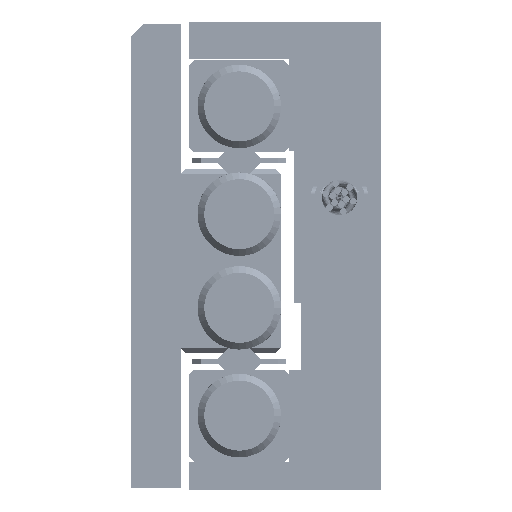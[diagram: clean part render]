
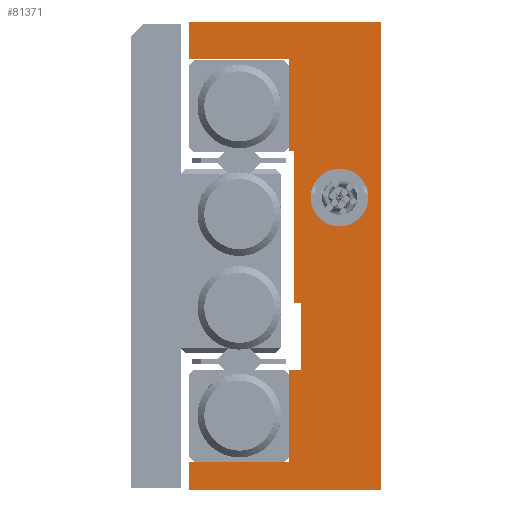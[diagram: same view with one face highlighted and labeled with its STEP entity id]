
A CAD part, left-side view. The second image highlights one B-rep face of the part: STEP entity #81371.
In plain terms, the highlighted planar face has unit normal (-1, 0, 0).
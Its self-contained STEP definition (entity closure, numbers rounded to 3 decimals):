
#126 = VERTEX_POINT ( 'NONE', #18184 ) ;
#1611 = ORIENTED_EDGE ( 'NONE', *, *, #83254, .F. ) ;
#3200 = VERTEX_POINT ( 'NONE', #7124 ) ;
#5168 = CARTESIAN_POINT ( 'NONE',  ( -75., 4.8, -6.8 ) ) ;
#5785 = CARTESIAN_POINT ( 'NONE',  ( -75., 5.5, -6.8 ) ) ;
#6138 = CARTESIAN_POINT ( 'NONE',  ( -75., 11.5, -14. ) ) ;
#6806 = VERTEX_POINT ( 'NONE', #65167 ) ;
#6941 = VECTOR ( 'NONE', #21450, 1000. ) ;
#7124 = CARTESIAN_POINT ( 'NONE',  ( -75., 4.8, -6.8 ) ) ;
#7280 = CIRCLE ( 'NONE', #40705, 1.727 ) ;
#7320 = ORIENTED_EDGE ( 'NONE', *, *, #10876, .F. ) ;
#7325 = ORIENTED_EDGE ( 'NONE', *, *, #32376, .F. ) ;
#8315 = LINE ( 'NONE', #60657, #77911 ) ;
#10153 = EDGE_LOOP ( 'NONE', ( #14560, #7325 ) ) ;
#10876 = EDGE_CURVE ( 'NONE', #85442, #37915, #15772, .T. ) ;
#12019 = CARTESIAN_POINT ( 'NONE',  ( -75., 11.5, 11.8 ) ) ;
#12037 = ORIENTED_EDGE ( 'NONE', *, *, #63463, .T. ) ;
#12177 = CARTESIAN_POINT ( 'NONE',  ( -75., 0., 14. ) ) ;
#12652 = EDGE_CURVE ( 'NONE', #66157, #34205, #54257, .T. ) ;
#12705 = LINE ( 'NONE', #33143, #61068 ) ;
#14075 = DIRECTION ( 'NONE',  ( 0., -1., 0. ) ) ;
#14492 = VERTEX_POINT ( 'NONE', #63309 ) ;
#14560 = ORIENTED_EDGE ( 'NONE', *, *, #63525, .F. ) ;
#15020 = DIRECTION ( 'NONE',  ( 0., -1., 0. ) ) ;
#15105 = EDGE_CURVE ( 'NONE', #21054, #45527, #50230, .T. ) ;
#15206 = CARTESIAN_POINT ( 'NONE',  ( -75., 2.5, 1.773 ) ) ;
#15385 = ORIENTED_EDGE ( 'NONE', *, *, #12652, .F. ) ;
#15772 = LINE ( 'NONE', #48856, #6941 ) ;
#16189 = DIRECTION ( 'NONE',  ( -1., 0., 0. ) ) ;
#18184 = CARTESIAN_POINT ( 'NONE',  ( -75., 4.8, -2.8 ) ) ;
#18297 = CARTESIAN_POINT ( 'NONE',  ( -75., 5.2, 6.3 ) ) ;
#19660 = CARTESIAN_POINT ( 'NONE',  ( -75., 2.5, 3.5 ) ) ;
#20171 = CARTESIAN_POINT ( 'NONE',  ( -75., 5.5, -14. ) ) ;
#20519 = AXIS2_PLACEMENT_3D ( 'NONE', #20171, #21044, #80708 ) ;
#20752 = AXIS2_PLACEMENT_3D ( 'NONE', #49266, #16189, #50146 ) ;
#21044 = DIRECTION ( 'NONE',  ( 1., 0., 0. ) ) ;
#21054 = VERTEX_POINT ( 'NONE', #49197 ) ;
#21450 = DIRECTION ( 'NONE',  ( 0., 0., 1. ) ) ;
#22533 = VECTOR ( 'NONE', #34484, 1000. ) ;
#22603 = EDGE_CURVE ( 'NONE', #37915, #44706, #58977, .T. ) ;
#23910 = CARTESIAN_POINT ( 'NONE',  ( -75., 2.5, 5.227 ) ) ;
#24059 = CARTESIAN_POINT ( 'NONE',  ( -75., 5.5, -14. ) ) ;
#24386 = DIRECTION ( 'NONE',  ( 0., 1., 0. ) ) ;
#25010 = EDGE_CURVE ( 'NONE', #82358, #84128, #70540, .T. ) ;
#25234 = CARTESIAN_POINT ( 'NONE',  ( -75., 5.5, -12.3 ) ) ;
#25238 = VECTOR ( 'NONE', #69890, 1000. ) ;
#26711 = PLANE ( 'NONE',  #20519 ) ;
#27042 = LINE ( 'NONE', #6138, #35109 ) ;
#28166 = ORIENTED_EDGE ( 'NONE', *, *, #45528, .T. ) ;
#28664 = ORIENTED_EDGE ( 'NONE', *, *, #25010, .T. ) ;
#30435 = CARTESIAN_POINT ( 'NONE',  ( -75., 5.5, 6.3 ) ) ;
#31015 = LINE ( 'NONE', #24059, #69919 ) ;
#32209 = ORIENTED_EDGE ( 'NONE', *, *, #56640, .T. ) ;
#32376 = EDGE_CURVE ( 'NONE', #48581, #41467, #66669, .T. ) ;
#33143 = CARTESIAN_POINT ( 'NONE',  ( -75., 0., -14. ) ) ;
#33941 = EDGE_CURVE ( 'NONE', #54075, #6806, #68621, .T. ) ;
#34205 = VERTEX_POINT ( 'NONE', #51543 ) ;
#34484 = DIRECTION ( 'NONE',  ( 0., 0., -1. ) ) ;
#35109 = VECTOR ( 'NONE', #59346, 1000. ) ;
#36761 = CARTESIAN_POINT ( 'NONE',  ( -75., 5.5, -14. ) ) ;
#37915 = VERTEX_POINT ( 'NONE', #18297 ) ;
#38133 = ORIENTED_EDGE ( 'NONE', *, *, #33941, .T. ) ;
#38466 = DIRECTION ( 'NONE',  ( 0., 1., 0. ) ) ;
#39164 = LINE ( 'NONE', #5168, #73080 ) ;
#39698 = DIRECTION ( 'NONE',  ( 0., 0., 1. ) ) ;
#40705 = AXIS2_PLACEMENT_3D ( 'NONE', #19660, #72814, #39698 ) ;
#41467 = VERTEX_POINT ( 'NONE', #23910 ) ;
#43710 = CARTESIAN_POINT ( 'NONE',  ( -75., 5.5, 14. ) ) ;
#44706 = VERTEX_POINT ( 'NONE', #30435 ) ;
#45527 = VERTEX_POINT ( 'NONE', #12177 ) ;
#45528 = EDGE_CURVE ( 'NONE', #66157, #14492, #84913, .T. ) ;
#46245 = ORIENTED_EDGE ( 'NONE', *, *, #22603, .F. ) ;
#46492 = VECTOR ( 'NONE', #38466, 1000. ) ;
#46927 = CARTESIAN_POINT ( 'NONE',  ( -75., 5.5, -12.3 ) ) ;
#47174 = FACE_OUTER_BOUND ( 'NONE', #47847, .T. ) ;
#47357 = EDGE_CURVE ( 'NONE', #126, #85442, #8315, .T. ) ;
#47847 = EDGE_LOOP ( 'NONE', ( #49043, #1611, #15385, #28166, #12037, #38133, #32209, #82012, #66295, #28664, #72461, #46245, #7320, #47979 ) ) ;
#47979 = ORIENTED_EDGE ( 'NONE', *, *, #47357, .F. ) ;
#48581 = VERTEX_POINT ( 'NONE', #15206 ) ;
#48856 = CARTESIAN_POINT ( 'NONE',  ( -75., 5.2, 6.3 ) ) ;
#49043 = ORIENTED_EDGE ( 'NONE', *, *, #72154, .F. ) ;
#49197 = CARTESIAN_POINT ( 'NONE',  ( -75., 11.5, 14. ) ) ;
#49266 = CARTESIAN_POINT ( 'NONE',  ( -75., 2.5, 3.5 ) ) ;
#49862 = CARTESIAN_POINT ( 'NONE',  ( -75., 5.2, -2.8 ) ) ;
#50049 = DIRECTION ( 'NONE',  ( 0., -1., 0. ) ) ;
#50146 = DIRECTION ( 'NONE',  ( 0., 0., 1. ) ) ;
#50230 = LINE ( 'NONE', #43710, #25238 ) ;
#50272 = EDGE_CURVE ( 'NONE', #21054, #82358, #72102, .T. ) ;
#51543 = CARTESIAN_POINT ( 'NONE',  ( -75., 5.5, -6.8 ) ) ;
#54075 = VERTEX_POINT ( 'NONE', #85010 ) ;
#54195 = VECTOR ( 'NONE', #24386, 1000. ) ;
#54257 = LINE ( 'NONE', #74284, #83702 ) ;
#54977 = CARTESIAN_POINT ( 'NONE',  ( -75., 11.5, 14. ) ) ;
#56640 = EDGE_CURVE ( 'NONE', #6806, #45527, #12705, .T. ) ;
#57695 = CARTESIAN_POINT ( 'NONE',  ( -75., 5.5, 6.3 ) ) ;
#58819 = DIRECTION ( 'NONE',  ( 0., 0., 1. ) ) ;
#58977 = LINE ( 'NONE', #57695, #46492 ) ;
#59346 = DIRECTION ( 'NONE',  ( 0., 0., -1. ) ) ;
#60506 = EDGE_CURVE ( 'NONE', #44706, #84128, #31015, .T. ) ;
#60657 = CARTESIAN_POINT ( 'NONE',  ( -75., 4.8, -2.8 ) ) ;
#61068 = VECTOR ( 'NONE', #65880, 1000. ) ;
#61496 = CARTESIAN_POINT ( 'NONE',  ( -75., 5.5, 11.8 ) ) ;
#62071 = VECTOR ( 'NONE', #50049, 1000. ) ;
#63259 = DIRECTION ( 'NONE',  ( 0., 1., 0. ) ) ;
#63309 = CARTESIAN_POINT ( 'NONE',  ( -75., 11.5, -12.3 ) ) ;
#63463 = EDGE_CURVE ( 'NONE', #14492, #54075, #27042, .T. ) ;
#63525 = EDGE_CURVE ( 'NONE', #41467, #48581, #7280, .T. ) ;
#65167 = CARTESIAN_POINT ( 'NONE',  ( -75., 0., -14. ) ) ;
#65529 = LINE ( 'NONE', #5785, #81902 ) ;
#65880 = DIRECTION ( 'NONE',  ( 0., 0., 1. ) ) ;
#65966 = FACE_BOUND ( 'NONE', #10153, .T. ) ;
#66157 = VERTEX_POINT ( 'NONE', #46927 ) ;
#66295 = ORIENTED_EDGE ( 'NONE', *, *, #50272, .T. ) ;
#66669 = CIRCLE ( 'NONE', #20752, 1.727 ) ;
#68203 = DIRECTION ( 'NONE',  ( 0., 0., 1. ) ) ;
#68621 = LINE ( 'NONE', #36761, #72323 ) ;
#69890 = DIRECTION ( 'NONE',  ( 0., -1., 0. ) ) ;
#69919 = VECTOR ( 'NONE', #83716, 1000. ) ;
#70540 = LINE ( 'NONE', #78321, #62071 ) ;
#72102 = LINE ( 'NONE', #54977, #22533 ) ;
#72154 = EDGE_CURVE ( 'NONE', #3200, #126, #39164, .T. ) ;
#72323 = VECTOR ( 'NONE', #15020, 1000. ) ;
#72461 = ORIENTED_EDGE ( 'NONE', *, *, #60506, .F. ) ;
#72814 = DIRECTION ( 'NONE',  ( -1., 0., 0. ) ) ;
#73080 = VECTOR ( 'NONE', #58819, 1000. ) ;
#74284 = CARTESIAN_POINT ( 'NONE',  ( -75., 5.5, -14. ) ) ;
#77911 = VECTOR ( 'NONE', #63259, 1000. ) ;
#78321 = CARTESIAN_POINT ( 'NONE',  ( -75., 5.5, 11.8 ) ) ;
#80708 = DIRECTION ( 'NONE',  ( 0., 0., -1. ) ) ;
#81371 = ADVANCED_FACE ( 'NONE', ( #65966, #47174 ), #26711, .F. ) ;
#81902 = VECTOR ( 'NONE', #14075, 1000. ) ;
#82012 = ORIENTED_EDGE ( 'NONE', *, *, #15105, .F. ) ;
#82358 = VERTEX_POINT ( 'NONE', #12019 ) ;
#83254 = EDGE_CURVE ( 'NONE', #34205, #3200, #65529, .T. ) ;
#83702 = VECTOR ( 'NONE', #68203, 1000. ) ;
#83716 = DIRECTION ( 'NONE',  ( 0., 0., 1. ) ) ;
#84128 = VERTEX_POINT ( 'NONE', #61496 ) ;
#84913 = LINE ( 'NONE', #25234, #54195 ) ;
#85010 = CARTESIAN_POINT ( 'NONE',  ( -75., 11.5, -14. ) ) ;
#85442 = VERTEX_POINT ( 'NONE', #49862 ) ;
